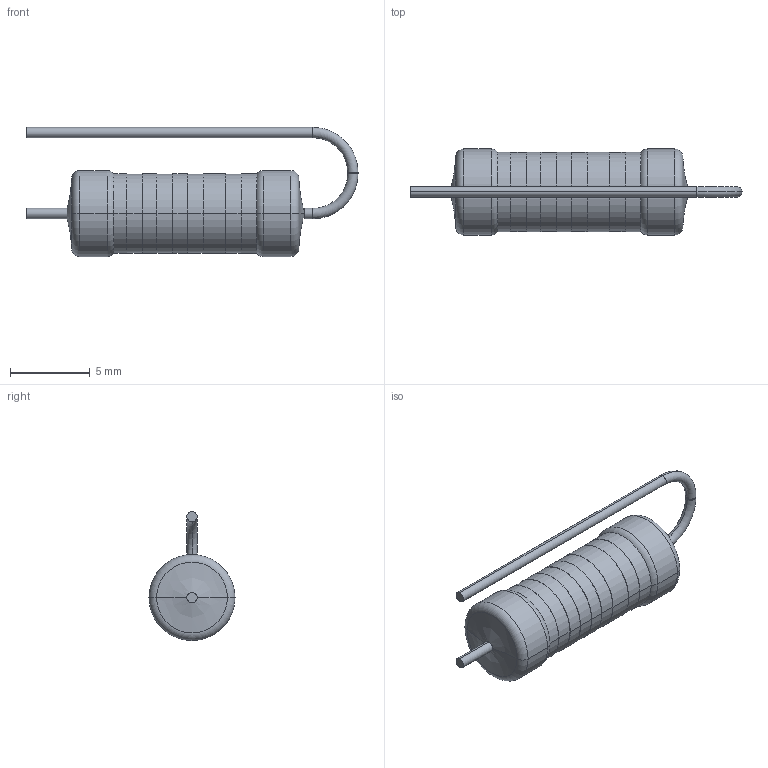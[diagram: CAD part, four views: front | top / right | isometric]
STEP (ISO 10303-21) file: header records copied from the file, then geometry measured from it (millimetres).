
FILE_DESCRIPTION (( 'STEP AP214' ), '1' );
FILE_NAME ('RES 2W_V.STEP', '2019-08-01T02:43:23', ( '' ), ( '' ), 'SwSTEP 2.0', 'SolidWorks 2016', '' );
FILE_SCHEMA (( 'AUTOMOTIVE_DESIGN' ));
Length unit declared in the file: millimetre
Products named in the file (1): RES 2W_V
Bounding box: 20.84 x 5.4 x 8.11 mm (x, y, z)
Volume: 305.2 mm3; surface area: 332.8 mm2
Topology: 2 solids, 2 shells, 57 faces, 114 edges, 67 vertices
Faces by surface type: cylinder 30, torus 12, plane 11, bspline 4
Entity records: 2013 total; most frequent: DIRECTION 294, CARTESIAN_POINT 289, ORIENTED_EDGE 224, AXIS2_PLACEMENT_3D 132, EDGE_CURVE 112, CIRCLE 78, VERTEX_POINT 67, EDGE_LOOP 65
